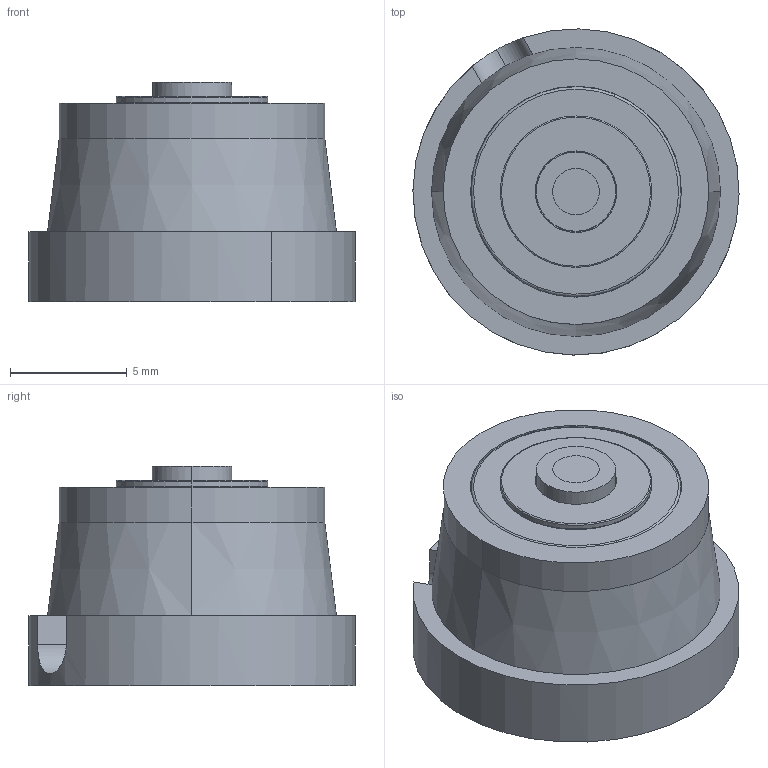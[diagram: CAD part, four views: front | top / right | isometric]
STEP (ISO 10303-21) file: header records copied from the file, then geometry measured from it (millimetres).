
FILE_DESCRIPTION (( 'STEP AP214' ), '1' );
FILE_NAME ('蚾饜极_棠柲芛-陔.STEP', '2022-06-24T06:54:03', ( '' ), ( '' ), 'SwSTEP 2.0', 'SolidWorks 2016', '' );
FILE_SCHEMA (( 'AUTOMOTIVE_DESIGN' ));
Length unit declared in the file: millimetre
Products named in the file (7): 肣渀_譫釱; 肣杶_譫釱-傲踢-6.5mm; 棠沺_譫釱; pcb_譫釱; 蝶璃_譫釱_綴裔; 蝶璃_譫釱_翋极; 蚾饜极_棠柲芛-陔
Assembly tree (6 placements, depth 2):
  蚾饜极_棠柲芛-陔
    蝶璃_譫釱_翋极
    蝶璃_譫釱_綴裔
    pcb_譫釱
    棠沺_譫釱
    肣杶_譫釱-傲踢-6.5mm
    肣渀_譫釱
Bounding box: 14 x 14 x 9.4 mm (x, y, z)
Volume: 777.6 mm3; surface area: 1655.8 mm2
Topology: 6 solids, 6 shells, 185 faces, 436 edges, 282 vertices
Faces by surface type: plane 105, cylinder 59, torus 19, cone 2
Entity records: 7611 total; most frequent: CARTESIAN_POINT 1170, DIRECTION 960, ORIENTED_EDGE 872, EDGE_CURVE 436, AXIS2_PLACEMENT_3D 346, VERTEX_POINT 282, VECTOR 268, LINE 268
